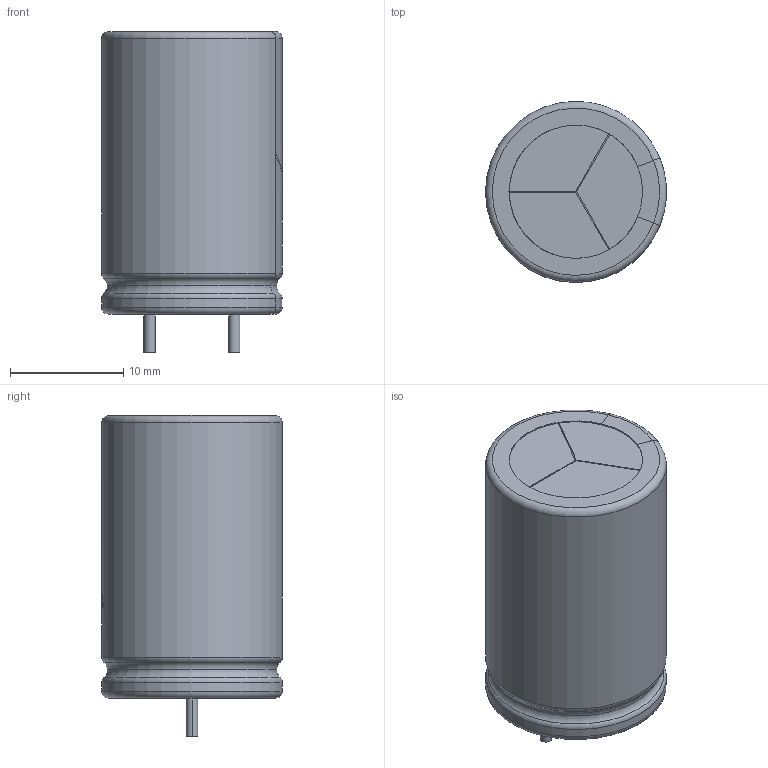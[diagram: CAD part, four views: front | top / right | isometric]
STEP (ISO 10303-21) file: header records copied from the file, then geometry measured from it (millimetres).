
FILE_DESCRIPTION (( 'STEP AP214' ), '1' );
FILE_NAME ('CAP-TH_D16.0-H25.0-P7.50.step', '2022-07-01T07:36:30', ( '' ), ( '' ), 'SwSTEP 2.0', 'SolidWorks 2020', '' );
FILE_SCHEMA (( 'AUTOMOTIVE_DESIGN' ));
Length unit declared in the file: millimetre
Products named in the file (1): CAP-TH_D16.0-H25.0-P7.50
Bounding box: 16.01 x 16 x 28.41 mm (x, y, z)
Volume: 4974.6 mm3; surface area: 1676.8 mm2
Topology: 1 solids, 1 shells, 278 faces, 765 edges, 512 vertices
Faces by surface type: plane 129, bspline 98, cylinder 39, torus 12
Entity records: 10783 total; most frequent: CARTESIAN_POINT 4484, ORIENTED_EDGE 1530, DIRECTION 779, EDGE_CURVE 765, VERTEX_POINT 512, EDGE_LOOP 301, FACE_OUTER_BOUND 278, ADVANCED_FACE 278
